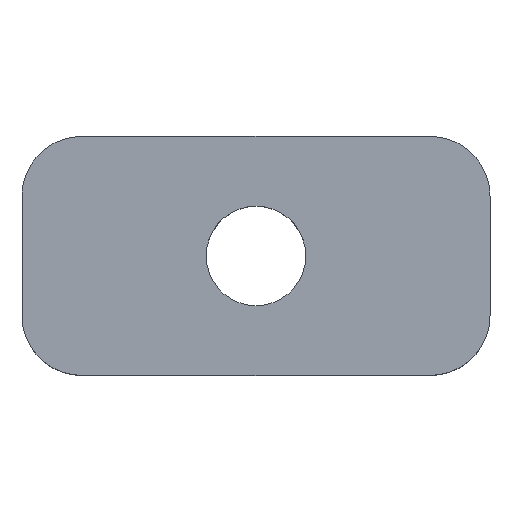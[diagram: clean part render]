
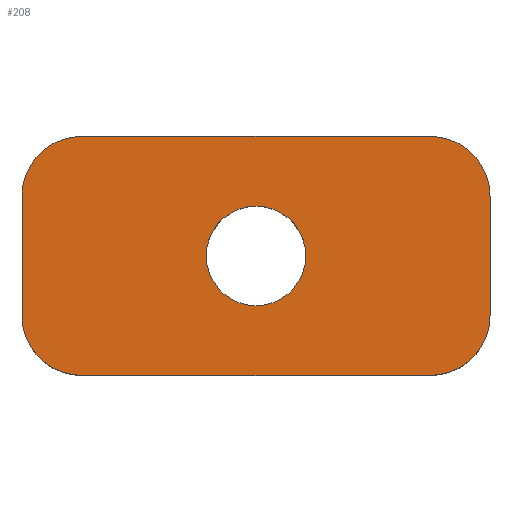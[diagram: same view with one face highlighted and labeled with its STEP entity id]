
A CAD part, top view. The second image highlights one B-rep face of the part: STEP entity #208.
In plain terms, the highlighted planar face has unit normal (0, 0, 1).
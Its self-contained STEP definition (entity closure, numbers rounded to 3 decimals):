
#19=FACE_BOUND('',#48,.T.);
#25=PLANE('',#244);
#36=FACE_OUTER_BOUND('',#47,.T.);
#47=EDGE_LOOP('',(#176,#177,#178,#179,#180,#181,#182,#183));
#48=EDGE_LOOP('',(#184));
#54=LINE('',#327,#71);
#58=LINE('',#339,#75);
#62=LINE('',#351,#79);
#66=LINE('',#363,#83);
#71=VECTOR('',#262,10.);
#75=VECTOR('',#274,10.);
#79=VECTOR('',#286,10.);
#83=VECTOR('',#298,10.);
#85=CIRCLE('',#226,2.5);
#88=CIRCLE('',#231,3.);
#90=CIRCLE('',#235,3.);
#92=CIRCLE('',#239,3.);
#94=CIRCLE('',#243,3.);
#95=VERTEX_POINT('',#315);
#99=VERTEX_POINT('',#324);
#100=VERTEX_POINT('',#326);
#102=VERTEX_POINT('',#332);
#104=VERTEX_POINT('',#338);
#106=VERTEX_POINT('',#344);
#108=VERTEX_POINT('',#350);
#110=VERTEX_POINT('',#356);
#112=VERTEX_POINT('',#362);
#113=EDGE_CURVE('',#95,#95,#85,.T.);
#118=EDGE_CURVE('',#100,#99,#54,.T.);
#121=EDGE_CURVE('',#102,#100,#88,.T.);
#124=EDGE_CURVE('',#104,#102,#58,.T.);
#127=EDGE_CURVE('',#106,#104,#90,.T.);
#130=EDGE_CURVE('',#108,#106,#62,.T.);
#133=EDGE_CURVE('',#110,#108,#92,.T.);
#136=EDGE_CURVE('',#112,#110,#66,.T.);
#139=EDGE_CURVE('',#99,#112,#94,.T.);
#176=ORIENTED_EDGE('',*,*,#139,.T.);
#177=ORIENTED_EDGE('',*,*,#136,.T.);
#178=ORIENTED_EDGE('',*,*,#133,.T.);
#179=ORIENTED_EDGE('',*,*,#130,.T.);
#180=ORIENTED_EDGE('',*,*,#127,.T.);
#181=ORIENTED_EDGE('',*,*,#124,.T.);
#182=ORIENTED_EDGE('',*,*,#121,.T.);
#183=ORIENTED_EDGE('',*,*,#118,.T.);
#184=ORIENTED_EDGE('',*,*,#113,.T.);
#208=ADVANCED_FACE('',(#36,#19),#25,.T.);
#226=AXIS2_PLACEMENT_3D('',#316,#253,#254);
#231=AXIS2_PLACEMENT_3D('',#333,#268,#269);
#235=AXIS2_PLACEMENT_3D('',#345,#280,#281);
#239=AXIS2_PLACEMENT_3D('',#357,#292,#293);
#243=AXIS2_PLACEMENT_3D('',#367,#304,#305);
#244=AXIS2_PLACEMENT_3D('',#368,#306,#307);
#253=DIRECTION('center_axis',(0.,0.,
-1.));
#254=DIRECTION('ref_axis',(1.,0.,0.));
#262=DIRECTION('',(-1.,0.,0.));
#268=DIRECTION('center_axis',(0.,0.,
1.));
#269=DIRECTION('ref_axis',(1.,0.,0.));
#274=DIRECTION('',(0.,1.,0.));
#280=DIRECTION('center_axis',(0.,0.,
1.));
#281=DIRECTION('ref_axis',(0.,-1.,0.));
#286=DIRECTION('',(1.,0.,0.));
#292=DIRECTION('center_axis',(0.,0.,
1.));
#293=DIRECTION('ref_axis',(-1.,0.,0.));
#298=DIRECTION('',(0.,-1.,0.));
#304=DIRECTION('center_axis',(0.,0.,
1.));
#305=DIRECTION('ref_axis',(0.,1.,0.));
#306=DIRECTION('center_axis',(0.,0.,
1.));
#307=DIRECTION('ref_axis',(1.,0.,0.));
#315=CARTESIAN_POINT('',(13.75,-0.001,5.));
#316=CARTESIAN_POINT('Origin',(16.25,-0.001,5.));
#324=CARTESIAN_POINT('',(7.5,5.999,5.));
#326=CARTESIAN_POINT('',(25.,5.999,5.));
#327=CARTESIAN_POINT('',(7.5,5.999,5.));
#332=CARTESIAN_POINT('',(28.,2.999,5.));
#333=CARTESIAN_POINT('Origin',(25.,2.999,5.));
#338=CARTESIAN_POINT('',(28.,-3.001,5.));
#339=CARTESIAN_POINT('',(28.,2.999,5.));
#344=CARTESIAN_POINT('',(25.,-6.001,5.));
#345=CARTESIAN_POINT('Origin',(25.,-3.001,5.));
#350=CARTESIAN_POINT('',(7.5,-6.001,5.));
#351=CARTESIAN_POINT('',(25.,-6.001,5.));
#356=CARTESIAN_POINT('',(4.5,-3.001,5.));
#357=CARTESIAN_POINT('Origin',(7.5,-3.001,5.));
#362=CARTESIAN_POINT('',(4.5,2.999,5.));
#363=CARTESIAN_POINT('',(4.5,-3.001,5.));
#367=CARTESIAN_POINT('Origin',(7.5,2.999,5.));
#368=CARTESIAN_POINT('Origin',(16.25,-0.001,5.));
